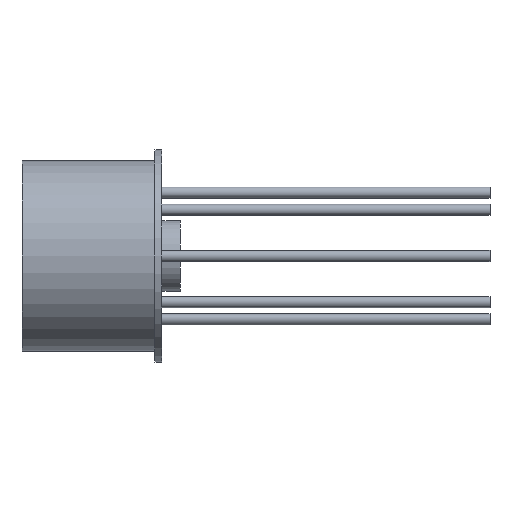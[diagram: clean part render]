
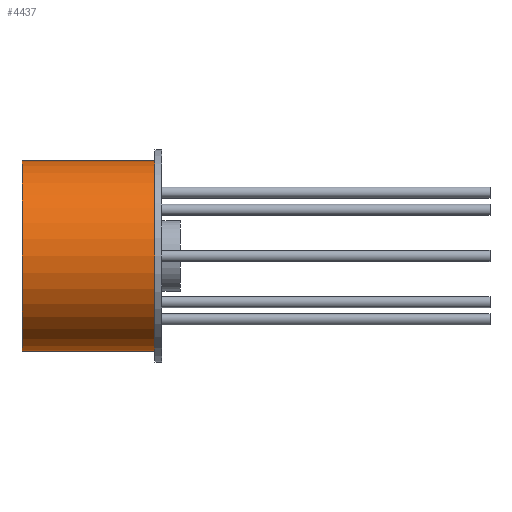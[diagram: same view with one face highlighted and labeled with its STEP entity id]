
A CAD part, left-side view. The second image highlights one B-rep face of the part: STEP entity #4437.
In plain terms, the highlighted cylindrical face has radius 4.125 mm (diameter 8.25 mm), a partial arc.
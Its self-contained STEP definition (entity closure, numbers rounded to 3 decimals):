
#1 = EDGE_CURVE ( 'NONE', #440, #1018, #3290, .T. ) ;
#2 = ORIENTED_EDGE ( 'NONE', *, *, #1906, .F. ) ;
#34 = ORIENTED_EDGE ( 'NONE', *, *, #2128, .F. ) ;
#440 = VERTEX_POINT ( 'NONE', #2730 ) ;
#674 = AXIS2_PLACEMENT_3D ( 'NONE', #4692, #3920, #1534 ) ;
#856 = VERTEX_POINT ( 'NONE', #4346 ) ;
#1018 = VERTEX_POINT ( 'NONE', #3341 ) ;
#1261 = DIRECTION ( 'NONE',  ( 0., 0., -1. ) ) ;
#1534 = DIRECTION ( 'NONE',  ( 0., 0., 1. ) ) ;
#1906 = EDGE_CURVE ( 'NONE', #856, #1018, #4121, .T. ) ;
#2128 = EDGE_CURVE ( 'NONE', #3797, #856, #2254, .T. ) ;
#2241 = DIRECTION ( 'NONE',  ( 0., 0., 1. ) ) ;
#2254 = CIRCLE ( 'NONE', #674, 4.125 ) ;
#2261 = EDGE_CURVE ( 'NONE', #3797, #440, #2760, .T. ) ;
#2273 = DIRECTION ( 'NONE',  ( 0., 1., 0. ) ) ;
#2315 = CYLINDRICAL_SURFACE ( 'NONE', #2563, 4.125 ) ;
#2410 = VECTOR ( 'NONE', #2499, 1000. ) ;
#2499 = DIRECTION ( 'NONE',  ( 0., -1., 0. ) ) ;
#2563 = AXIS2_PLACEMENT_3D ( 'NONE', #4687, #4844, #1261 ) ;
#2730 = CARTESIAN_POINT ( 'NONE',  ( 0., 0.3, -4.125 ) ) ;
#2760 = LINE ( 'NONE', #3167, #3829 ) ;
#3095 = CARTESIAN_POINT ( 'NONE',  ( 0., 0.3, 0. ) ) ;
#3167 = CARTESIAN_POINT ( 'NONE',  ( 0., 6.05, -4.125 ) ) ;
#3290 = CIRCLE ( 'NONE', #4591, 4.125 ) ;
#3341 = CARTESIAN_POINT ( 'NONE',  ( 0., 0.3, 4.125 ) ) ;
#3526 = EDGE_LOOP ( 'NONE', ( #2, #34, #3992, #4160 ) ) ;
#3797 = VERTEX_POINT ( 'NONE', #4274 ) ;
#3829 = VECTOR ( 'NONE', #4042, 1000. ) ;
#3920 = DIRECTION ( 'NONE',  ( 0., 1., 0. ) ) ;
#3992 = ORIENTED_EDGE ( 'NONE', *, *, #2261, .T. ) ;
#4042 = DIRECTION ( 'NONE',  ( 0., -1., 0. ) ) ;
#4121 = LINE ( 'NONE', #4901, #2410 ) ;
#4160 = ORIENTED_EDGE ( 'NONE', *, *, #1, .T. ) ;
#4274 = CARTESIAN_POINT ( 'NONE',  ( 0., 6.05, -4.125 ) ) ;
#4346 = CARTESIAN_POINT ( 'NONE',  ( 0., 6.05, 4.125 ) ) ;
#4437 = ADVANCED_FACE ( 'NONE', ( #4636 ), #2315, .T. ) ;
#4591 = AXIS2_PLACEMENT_3D ( 'NONE', #3095, #2273, #2241 ) ;
#4636 = FACE_OUTER_BOUND ( 'NONE', #3526, .T. ) ;
#4687 = CARTESIAN_POINT ( 'NONE',  ( 0., 6.05, 0. ) ) ;
#4692 = CARTESIAN_POINT ( 'NONE',  ( 0., 6.05, 0. ) ) ;
#4844 = DIRECTION ( 'NONE',  ( 0., -1., 0. ) ) ;
#4901 = CARTESIAN_POINT ( 'NONE',  ( 0., 6.05, 4.125 ) ) ;
